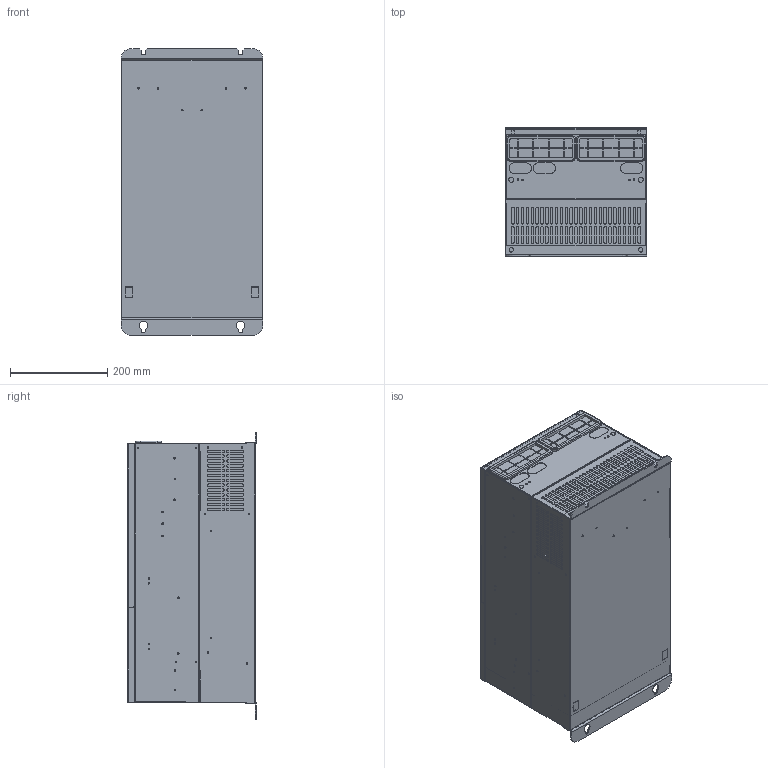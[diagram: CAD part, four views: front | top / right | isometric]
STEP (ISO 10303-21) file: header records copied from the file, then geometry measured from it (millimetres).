
FILE_DESCRIPTION (( 'STEP AP214' ), '1' );
FILE_NAME ('FC-430-G_1.STEP', '2025-03-31T14:13:36', ( '' ), ( '' ), 'SwSTEP 2.0', 'SolidWorks 2023', '' );
FILE_SCHEMA (( 'AUTOMOTIVE_DESIGN' ));
Length unit declared in the file: millimetre
Products named in the file (1): FC-430-G_1
Bounding box: 292 x 265.4 x 590 mm (x, y, z)
Volume: 38749424.7 mm3; surface area: 1837664.5 mm2
Topology: 1 solids, 1 shells, 1484 faces, 4195 edges, 2698 vertices
Faces by surface type: plane 814, cylinder 638, bspline 24, torus 8
Entity records: 49899 total; most frequent: CARTESIAN_POINT 9515, DIRECTION 8447, ORIENTED_EDGE 8390, EDGE_CURVE 4195, AXIS2_PLACEMENT_3D 2829, LINE 2789, VECTOR 2789, VERTEX_POINT 2698
